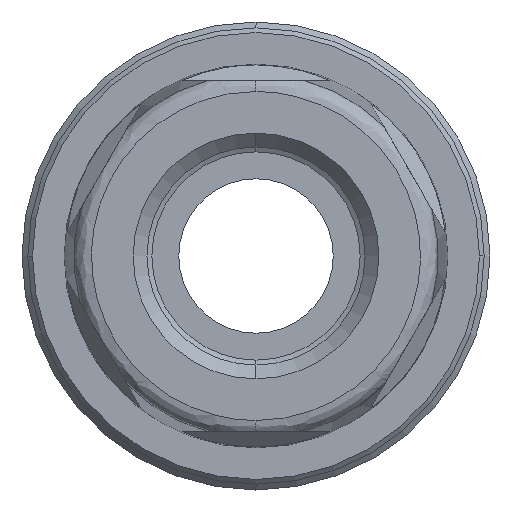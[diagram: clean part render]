
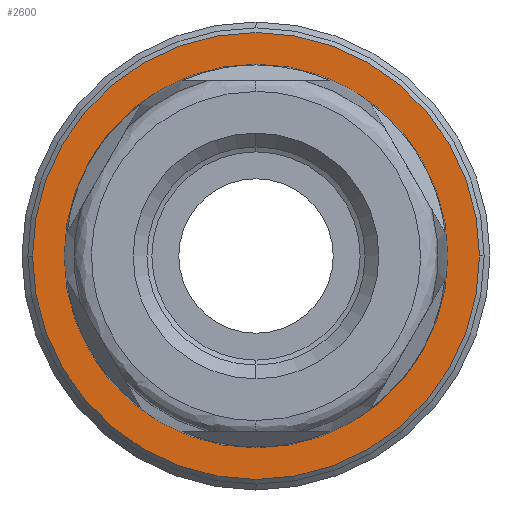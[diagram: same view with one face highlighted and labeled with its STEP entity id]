
A CAD part, left-side view. The second image highlights one B-rep face of the part: STEP entity #2600.
In plain terms, the highlighted planar face has unit normal (-1, 0, 0).
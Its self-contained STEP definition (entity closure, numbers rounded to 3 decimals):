
#354 = DIRECTION ( 'NONE',  ( 0., 0., 1. ) ) ;
#356 = CARTESIAN_POINT ( 'NONE',  ( 28., -37.639, 0. ) ) ;
#357 = DIRECTION ( 'NONE',  ( -1., 0., 0. ) ) ;
#358 = PLANE ( 'NONE',  #2834 ) ;
#581 = VERTEX_POINT ( 'NONE', #875 ) ;
#604 = VERTEX_POINT ( 'NONE', #920 ) ;
#617 = VERTEX_POINT ( 'NONE', #941 ) ;
#875 = CARTESIAN_POINT ( 'NONE',  ( 28., -19.1, 0. ) ) ;
#920 = CARTESIAN_POINT ( 'NONE',  ( 28., 0., 16.4 ) ) ;
#941 = CARTESIAN_POINT ( 'NONE',  ( 28., 19.1, 0. ) ) ;
#1381 = EDGE_LOOP ( 'NONE', ( #1658, #1657 ) ) ;
#1386 = EDGE_LOOP ( 'NONE', ( #1660, #1659 ) ) ;
#1657 = ORIENTED_EDGE ( 'NONE', *, *, #3467, .T. ) ;
#1658 = ORIENTED_EDGE ( 'NONE', *, *, #3339, .T. ) ;
#1659 = ORIENTED_EDGE ( 'NONE', *, *, #3340, .F. ) ;
#1660 = ORIENTED_EDGE ( 'NONE', *, *, #3464, .F. ) ;
#2068 = CIRCLE ( 'NONE', #2723, 16.4 ) ;
#2069 = CIRCLE ( 'NONE', #2724, 19.1 ) ;
#2097 = CARTESIAN_POINT ( 'NONE',  ( 28., 0., 0. ) ) ;
#2098 = DIRECTION ( 'NONE',  ( -1., 0., 0. ) ) ;
#2099 = DIRECTION ( 'NONE',  ( 0., 0., 1. ) ) ;
#2107 = CARTESIAN_POINT ( 'NONE',  ( 28., 0., 0. ) ) ;
#2109 = DIRECTION ( 'NONE',  ( -1., 0., 0. ) ) ;
#2110 = DIRECTION ( 'NONE',  ( 0., 1., 0. ) ) ;
#2166 = CIRCLE ( 'NONE', #2681, 19.1 ) ;
#2499 = CIRCLE ( 'NONE', #2682, 16.4 ) ;
#2517 = FACE_OUTER_BOUND ( 'NONE', #1381, .T. ) ;
#2519 = FACE_BOUND ( 'NONE', #1386, .T. ) ;
#2600 = ADVANCED_FACE ( 'NONE', ( #2519, #2517 ), #358, .T. ) ;
#2636 = DIRECTION ( 'NONE',  ( 0., 0., 1. ) ) ;
#2641 = DIRECTION ( 'NONE',  ( -1., 0., 0. ) ) ;
#2654 = CARTESIAN_POINT ( 'NONE',  ( 28., 0., 0. ) ) ;
#2656 = CARTESIAN_POINT ( 'NONE',  ( 28., 0., 0. ) ) ;
#2663 = DIRECTION ( 'NONE',  ( -1., 0., 0. ) ) ;
#2664 = DIRECTION ( 'NONE',  ( 0., 1., 0. ) ) ;
#2681 = AXIS2_PLACEMENT_3D ( 'NONE', #2107, #2109, #2110 ) ;
#2682 = AXIS2_PLACEMENT_3D ( 'NONE', #2097, #2098, #2099 ) ;
#2723 = AXIS2_PLACEMENT_3D ( 'NONE', #2654, #2641, #2636 ) ;
#2724 = AXIS2_PLACEMENT_3D ( 'NONE', #2656, #2663, #2664 ) ;
#2834 = AXIS2_PLACEMENT_3D ( 'NONE', #356, #357, #354 ) ;
#3056 = VERTEX_POINT ( 'NONE', #3104 ) ;
#3104 = CARTESIAN_POINT ( 'NONE',  ( 28., 0., -16.4 ) ) ;
#3339 = EDGE_CURVE ( 'NONE', #617, #581, #2069, .T. ) ;
#3340 = EDGE_CURVE ( 'NONE', #3056, #604, #2068, .T. ) ;
#3464 = EDGE_CURVE ( 'NONE', #604, #3056, #2499, .T. ) ;
#3467 = EDGE_CURVE ( 'NONE', #581, #617, #2166, .T. ) ;
